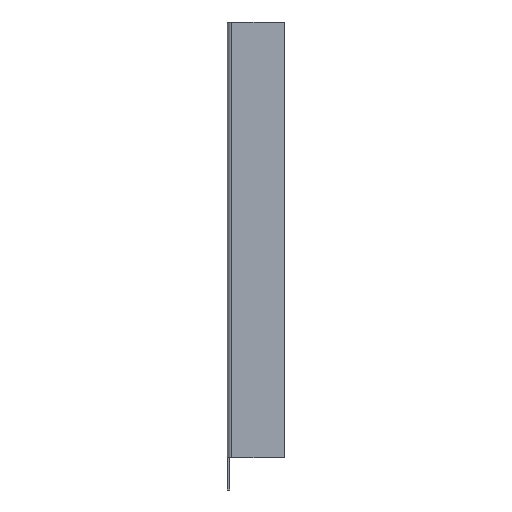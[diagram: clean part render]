
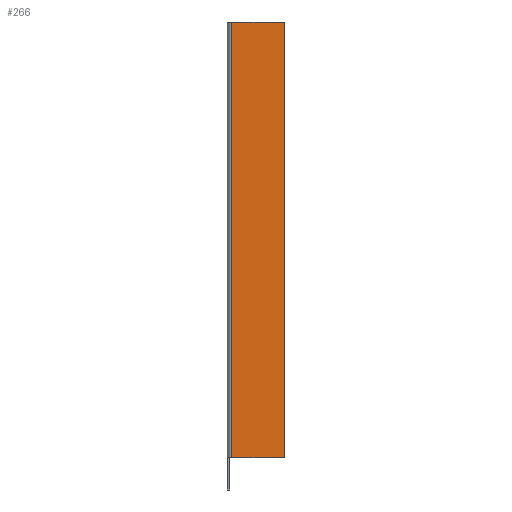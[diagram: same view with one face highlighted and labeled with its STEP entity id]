
A CAD part, left-side view. The second image highlights one B-rep face of the part: STEP entity #266.
In plain terms, the highlighted planar face has unit normal (-1, 0, 0).
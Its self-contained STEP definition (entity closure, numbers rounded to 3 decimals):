
#6 = CARTESIAN_POINT ( 'NONE',  ( -99., 226.149, 195.5 ) ) ;
#17 = ORIENTED_EDGE ( 'NONE', *, *, #242, .T. ) ;
#35 = VERTEX_POINT ( 'NONE', #194 ) ;
#40 = CARTESIAN_POINT ( 'NONE',  ( -99., 226.149, 13.5 ) ) ;
#69 = LINE ( 'NONE', #483, #392 ) ;
#70 = ORIENTED_EDGE ( 'NONE', *, *, #498, .F. ) ;
#114 = CARTESIAN_POINT ( 'NONE',  ( -99., 226.149, 195.5 ) ) ;
#115 = DIRECTION ( 'NONE',  ( 0., -1., 0. ) ) ;
#140 = CARTESIAN_POINT ( 'NONE',  ( -99., 248.263, 195.5 ) ) ;
#142 = PLANE ( 'NONE',  #497 ) ;
#150 = DIRECTION ( 'NONE',  ( 0., 0., -1. ) ) ;
#178 = VECTOR ( 'NONE', #115, 1000. ) ;
#194 = CARTESIAN_POINT ( 'NONE',  ( -99., 248.263, 13.5 ) ) ;
#200 = EDGE_CURVE ( 'NONE', #265, #426, #457, .T. ) ;
#204 = LINE ( 'NONE', #244, #441 ) ;
#206 = DIRECTION ( 'NONE',  ( 0., 0., -1. ) ) ;
#208 = LINE ( 'NONE', #6, #294 ) ;
#209 = ORIENTED_EDGE ( 'NONE', *, *, #200, .F. ) ;
#216 = DIRECTION ( 'NONE',  ( 0., 1., 0. ) ) ;
#220 = DIRECTION ( 'NONE',  ( 1., 0., 0. ) ) ;
#242 = EDGE_CURVE ( 'NONE', #35, #427, #204, .T. ) ;
#244 = CARTESIAN_POINT ( 'NONE',  ( -99., 250., 13.5 ) ) ;
#255 = FACE_OUTER_BOUND ( 'NONE', #289, .T. ) ;
#265 = VERTEX_POINT ( 'NONE', #480 ) ;
#266 = ADVANCED_FACE ( 'NONE', ( #255 ), #142, .F. ) ;
#285 = DIRECTION ( 'NONE',  ( 0., -1., 0. ) ) ;
#289 = EDGE_LOOP ( 'NONE', ( #315, #17, #70, #209 ) ) ;
#294 = VECTOR ( 'NONE', #206, 1000. ) ;
#315 = ORIENTED_EDGE ( 'NONE', *, *, #400, .T. ) ;
#388 = CARTESIAN_POINT ( 'NONE',  ( -99., 248.263, 195.5 ) ) ;
#392 = VECTOR ( 'NONE', #150, 1000. ) ;
#400 = EDGE_CURVE ( 'NONE', #265, #35, #69, .T. ) ;
#426 = VERTEX_POINT ( 'NONE', #114 ) ;
#427 = VERTEX_POINT ( 'NONE', #40 ) ;
#441 = VECTOR ( 'NONE', #285, 1000. ) ;
#457 = LINE ( 'NONE', #388, #178 ) ;
#480 = CARTESIAN_POINT ( 'NONE',  ( -99., 248.263, 195.5 ) ) ;
#483 = CARTESIAN_POINT ( 'NONE',  ( -99., 248.263, 195.5 ) ) ;
#497 = AXIS2_PLACEMENT_3D ( 'NONE', #140, #220, #216 ) ;
#498 = EDGE_CURVE ( 'NONE', #426, #427, #208, .T. ) ;
